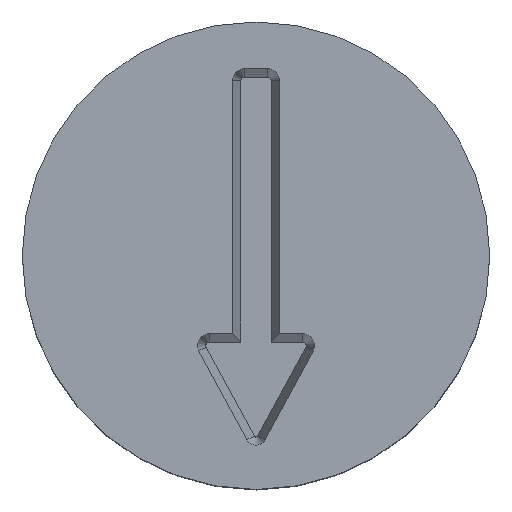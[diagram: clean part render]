
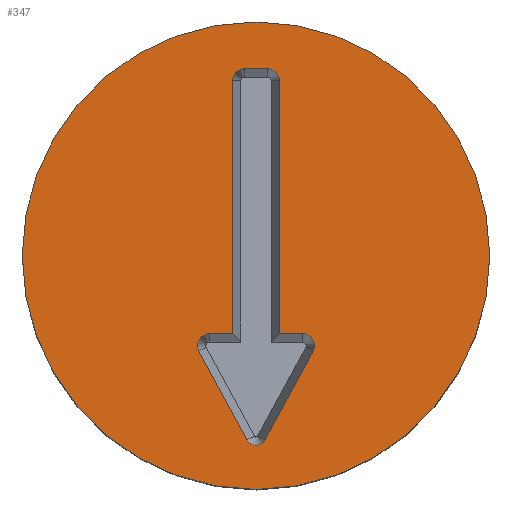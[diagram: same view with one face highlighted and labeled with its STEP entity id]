
A CAD part, top view. The second image highlights one B-rep face of the part: STEP entity #347.
In plain terms, the highlighted planar face has unit normal (0, 0, 1).
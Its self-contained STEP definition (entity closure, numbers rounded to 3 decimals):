
#16=FACE_BOUND('',#71,.T.);
#27=PLANE('',#407);
#49=FACE_OUTER_BOUND('',#70,.T.);
#70=EDGE_LOOP('',(#308));
#71=EDGE_LOOP('',(#309,#310,#311,#312,#313,#314,#315,#316,#317,#318,#319,
#320));
#77=LINE('',#543,#107);
#80=LINE('',#549,#110);
#84=LINE('',#561,#114);
#88=LINE('',#573,#118);
#92=LINE('',#585,#122);
#95=LINE('',#591,#125);
#99=LINE('',#601,#129);
#107=VECTOR('',#439,10.);
#110=VECTOR('',#444,10.);
#114=VECTOR('',#456,10.);
#118=VECTOR('',#468,10.);
#122=VECTOR('',#480,10.);
#125=VECTOR('',#485,10.);
#129=VECTOR('',#497,10.);
#138=CIRCLE('',#381,0.075);
#140=CIRCLE('',#386,0.076);
#142=CIRCLE('',#390,0.067);
#144=CIRCLE('',#394,0.076);
#146=CIRCLE('',#399,0.075);
#148=CIRCLE('',#406,1.5);
#156=VERTEX_POINT('',#534);
#157=VERTEX_POINT('',#536);
#159=VERTEX_POINT('',#542);
#161=VERTEX_POINT('',#548);
#163=VERTEX_POINT('',#554);
#165=VERTEX_POINT('',#560);
#167=VERTEX_POINT('',#566);
#169=VERTEX_POINT('',#572);
#171=VERTEX_POINT('',#578);
#173=VERTEX_POINT('',#584);
#175=VERTEX_POINT('',#590);
#177=VERTEX_POINT('',#596);
#179=VERTEX_POINT('',#609);
#189=EDGE_CURVE('',#157,#156,#138,.T.);
#192=EDGE_CURVE('',#159,#157,#77,.T.);
#195=EDGE_CURVE('',#161,#159,#80,.T.);
#198=EDGE_CURVE('',#163,#161,#140,.T.);
#201=EDGE_CURVE('',#165,#163,#84,.T.);
#204=EDGE_CURVE('',#167,#165,#142,.T.);
#207=EDGE_CURVE('',#169,#167,#88,.T.);
#210=EDGE_CURVE('',#171,#169,#144,.T.);
#213=EDGE_CURVE('',#173,#171,#92,.T.);
#216=EDGE_CURVE('',#175,#173,#95,.T.);
#219=EDGE_CURVE('',#177,#175,#146,.T.);
#222=EDGE_CURVE('',#156,#177,#99,.T.);
#225=EDGE_CURVE('',#179,#179,#148,.T.);
#308=ORIENTED_EDGE('',*,*,#225,.F.);
#309=ORIENTED_EDGE('',*,*,#189,.T.);
#310=ORIENTED_EDGE('',*,*,#222,.T.);
#311=ORIENTED_EDGE('',*,*,#219,.T.);
#312=ORIENTED_EDGE('',*,*,#216,.T.);
#313=ORIENTED_EDGE('',*,*,#213,.T.);
#314=ORIENTED_EDGE('',*,*,#210,.T.);
#315=ORIENTED_EDGE('',*,*,#207,.T.);
#316=ORIENTED_EDGE('',*,*,#204,.T.);
#317=ORIENTED_EDGE('',*,*,#201,.T.);
#318=ORIENTED_EDGE('',*,*,#198,.T.);
#319=ORIENTED_EDGE('',*,*,#195,.T.);
#320=ORIENTED_EDGE('',*,*,#192,.T.);
#347=ADVANCED_FACE('',(#49,#16),#27,.F.);
#381=AXIS2_PLACEMENT_3D('',#537,#433,#434);
#386=AXIS2_PLACEMENT_3D('',#555,#450,#451);
#390=AXIS2_PLACEMENT_3D('',#567,#462,#463);
#394=AXIS2_PLACEMENT_3D('',#579,#474,#475);
#399=AXIS2_PLACEMENT_3D('',#597,#491,#492);
#406=AXIS2_PLACEMENT_3D('',#610,#509,#510);
#407=AXIS2_PLACEMENT_3D('',#612,#512,#513);
#433=DIRECTION('center_axis',(0.,0.,-1.));
#434=DIRECTION('ref_axis',(0.,-1.,0.));
#439=DIRECTION('',(0.,1.,0.));
#444=DIRECTION('',(1.,0.,0.));
#450=DIRECTION('center_axis',(0.,0.,-1.));
#451=DIRECTION('ref_axis',(0.,-1.,0.));
#456=DIRECTION('',(-0.476,0.88,0.));
#462=DIRECTION('center_axis',(0.,0.,-1.));
#463=DIRECTION('ref_axis',(0.88,0.476,0.));
#468=DIRECTION('',(-0.476,-0.88,0.));
#474=DIRECTION('center_axis',(0.,0.,-1.));
#475=DIRECTION('ref_axis',(-0.88,0.476,0.));
#480=DIRECTION('',(1.,0.,0.));
#485=DIRECTION('',(0.,-1.,0.));
#491=DIRECTION('center_axis',(0.,0.,-1.));
#492=DIRECTION('ref_axis',(-1.,0.,0.));
#497=DIRECTION('',(1.,0.,0.));
#509=DIRECTION('center_axis',(0.,0.,-1.));
#510=DIRECTION('ref_axis',(-1.,0.,0.));
#512=DIRECTION('center_axis',(0.,0.,-1.));
#513=DIRECTION('ref_axis',(-1.,0.,0.));
#534=CARTESIAN_POINT('',(-0.075,1.2,2.));
#536=CARTESIAN_POINT('',(-0.15,1.125,2.));
#537=CARTESIAN_POINT('Origin',(-0.075,1.125,2.));
#542=CARTESIAN_POINT('',(-0.15,-0.5,2.));
#543=CARTESIAN_POINT('',(-0.15,0.563,2.));
#548=CARTESIAN_POINT('',(-0.3,-0.5,2.));
#549=CARTESIAN_POINT('',(-0.075,-0.5,2.));
#554=CARTESIAN_POINT('',(-0.367,-0.612,2.));
#555=CARTESIAN_POINT('Origin',(-0.3,-0.576,2.));
#560=CARTESIAN_POINT('',(-0.059,-1.182,2.));
#561=CARTESIAN_POINT('',(-0.453,-0.452,2.));
#566=CARTESIAN_POINT('',(0.059,-1.182,2.));
#567=CARTESIAN_POINT('Origin',(0.,-1.15,2.));
#572=CARTESIAN_POINT('',(0.367,-0.612,2.));
#573=CARTESIAN_POINT('',(0.299,-0.737,2.));
#578=CARTESIAN_POINT('',(0.3,-0.5,2.));
#579=CARTESIAN_POINT('Origin',(0.3,-0.576,2.));
#584=CARTESIAN_POINT('',(0.15,-0.5,2.));
#585=CARTESIAN_POINT('',(0.15,-0.5,2.));
#590=CARTESIAN_POINT('',(0.15,1.125,2.));
#591=CARTESIAN_POINT('',(0.15,-0.25,2.));
#596=CARTESIAN_POINT('',(0.075,1.2,2.));
#597=CARTESIAN_POINT('Origin',(0.075,1.125,2.));
#601=CARTESIAN_POINT('',(0.,1.2,2.));
#609=CARTESIAN_POINT('',(1.5,0.,2.));
#610=CARTESIAN_POINT('Origin',(0.,0.,2.));
#612=CARTESIAN_POINT('Origin',(0.,0.,2.));
